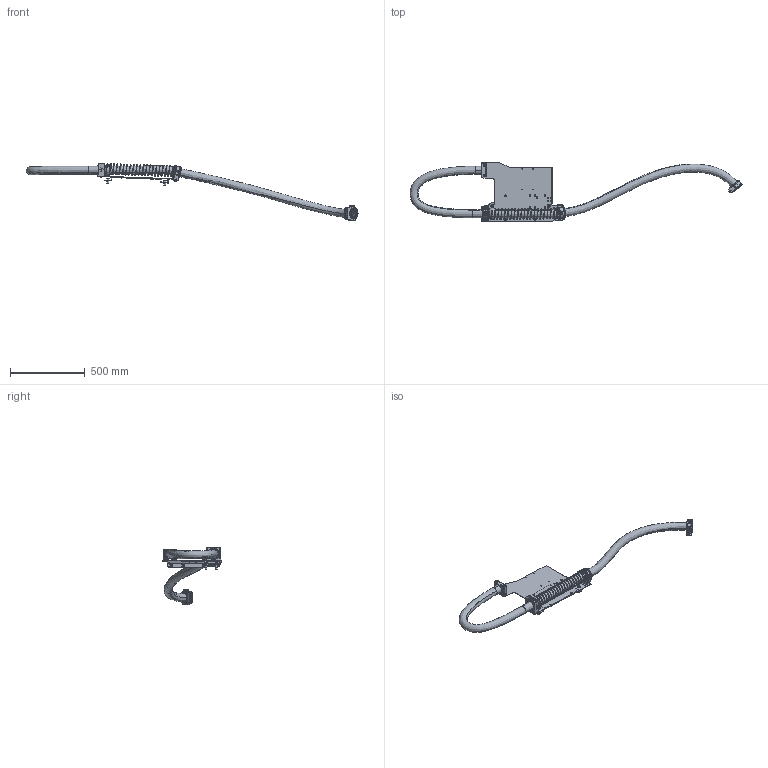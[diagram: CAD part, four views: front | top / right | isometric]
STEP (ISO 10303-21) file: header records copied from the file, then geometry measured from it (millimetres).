
FILE_DESCRIPTION (( 'STEP AP203' ), '1' );
FILE_NAME ('P2324-2.STEP', '2021-03-01T10:48:08', ( '' ), ( '' ), 'SwSTEP 2.0', 'SolidWorks 2019', '' );
FILE_SCHEMA (( 'CONFIG_CONTROL_DESIGN' ));
Products named in the file (1): P2324-2
Bounding box: 2219.41 x 390 x 384.38 mm (x, y, z)
Volume: 3018617.7 mm3; surface area: 1712550.8 mm2
Topology: 37 solids, 37 shells, 2910 faces, 7536 edges, 4769 vertices
Faces by surface type: plane 1004, cylinder 858, bspline 706, cone 154, torus 128, sphere 60
Entity records: 191156 total; most frequent: CARTESIAN_POINT 124978, ORIENTED_EDGE 14864, DIRECTION 12049, EDGE_CURVE 7432, VERTEX_POINT 4753, AXIS2_PLACEMENT_3D 4331, VECTOR 3387, LINE 3387
